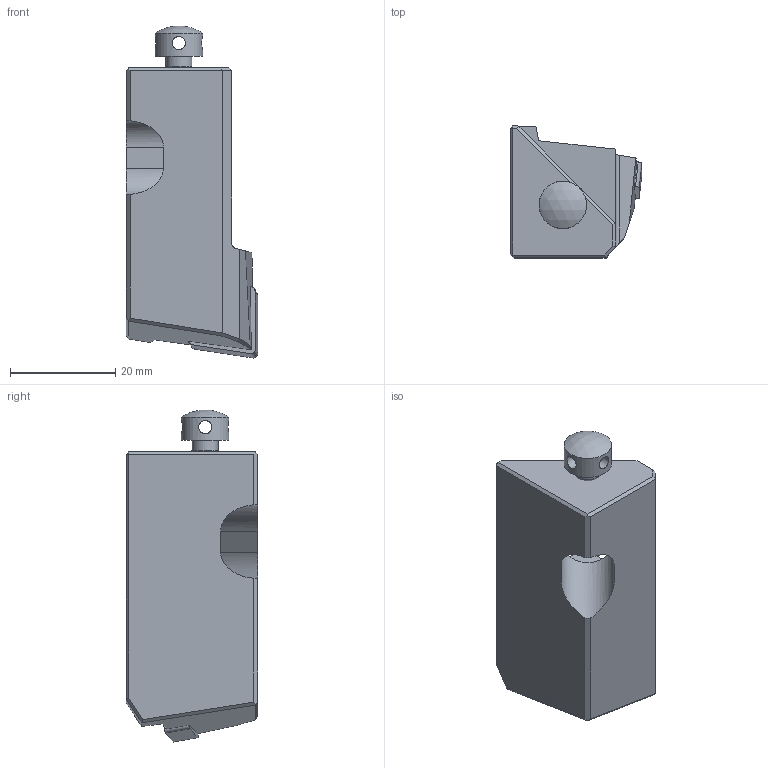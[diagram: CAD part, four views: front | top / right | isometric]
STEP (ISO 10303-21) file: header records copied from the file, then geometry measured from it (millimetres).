
FILE_DESCRIPTION(/* description */ (''),/* implementation_level */ '2;1');
FILE_NAME(/* name */ 'PCGNL16CA-12.stp',/* time_stamp */ '2018-04-11T16:00:43+06:00',/* author */ (''),/* organization */ (''),/* preprocessor_version */ 'ST-DEVELOPER v16',/* originating_system */ 'SIEMENS PLM Software NX 11.0',/* authorisation */ '');
FILE_SCHEMA (('AUTOMOTIVE_DESIGN { 1 0 10303 214 3 1 1 1 }'));
Length unit declared in the file: millimetre
Products named in the file (1): PCGNL16CA-12
Bounding box: 25 x 25 x 62.95 mm (x, y, z)
Volume: 18058.2 mm3; surface area: 6458.7 mm2
Topology: 3 solids, 3 shells, 61 faces, 161 edges, 103 vertices
Faces by surface type: plane 43, cylinder 15, cone 2, sphere 1
Full cylindrical faces by diameter (mm): 2.5 x4, 4.91 x1, 5 x1, 9 x1
Entity records: 2077 total; most frequent: CARTESIAN_POINT 537, DIRECTION 303, ORIENTED_EDGE 292, EDGE_CURVE 146, LINE 111, VECTOR 111, VERTEX_POINT 98, AXIS2_PLACEMENT_3D 96
